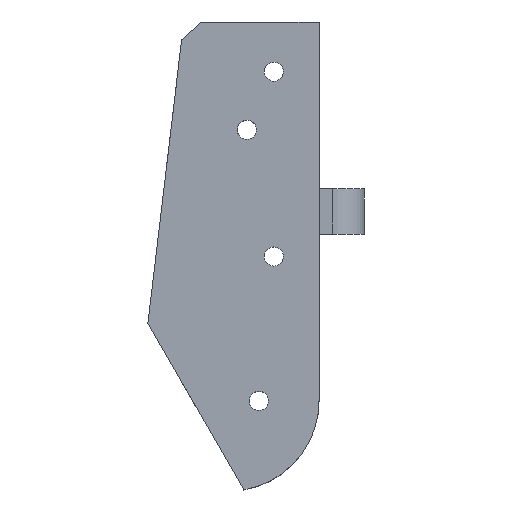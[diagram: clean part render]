
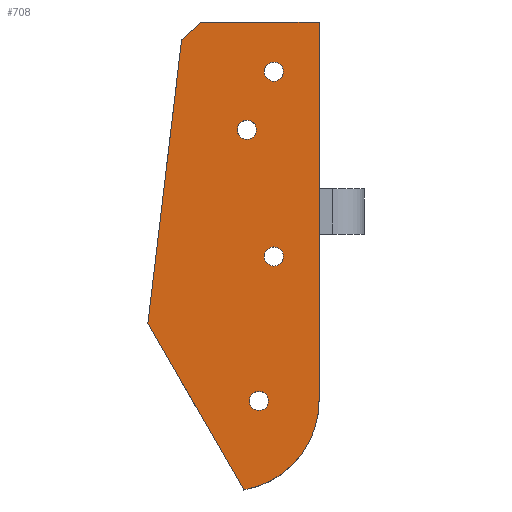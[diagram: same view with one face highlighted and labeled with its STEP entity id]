
A CAD part, top view. The second image highlights one B-rep face of the part: STEP entity #708.
In plain terms, the highlighted planar face has unit normal (0, 0, 1).
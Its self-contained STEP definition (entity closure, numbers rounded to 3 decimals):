
#22=FACE_BOUND('',#108,.T.);
#23=FACE_BOUND('',#109,.T.);
#24=FACE_BOUND('',#110,.T.);
#25=FACE_BOUND('',#111,.T.);
#43=PLANE('',#775);
#70=FACE_OUTER_BOUND('',#107,.T.);
#107=EDGE_LOOP('',(#548,#549,#550,#551,#552,#553));
#108=EDGE_LOOP('',(#554));
#109=EDGE_LOOP('',(#555));
#110=EDGE_LOOP('',(#556));
#111=EDGE_LOOP('',(#557));
#168=LINE('',#1097,#242);
#170=LINE('',#1103,#244);
#171=LINE('',#1105,#245);
#172=LINE('',#1107,#246);
#173=LINE('',#1108,#247);
#242=VECTOR('',#891,10.);
#244=VECTOR('',#897,10.);
#245=VECTOR('',#898,10.);
#246=VECTOR('',#899,10.);
#247=VECTOR('',#900,10.);
#293=CIRCLE('',#776,10.);
#294=CIRCLE('',#777,1.063);
#295=CIRCLE('',#778,1.063);
#296=CIRCLE('',#779,1.063);
#297=CIRCLE('',#780,1.063);
#339=VERTEX_POINT('',#1094);
#340=VERTEX_POINT('',#1096);
#341=VERTEX_POINT('',#1100);
#342=VERTEX_POINT('',#1102);
#343=VERTEX_POINT('',#1104);
#344=VERTEX_POINT('',#1106);
#345=VERTEX_POINT('',#1109);
#346=VERTEX_POINT('',#1111);
#347=VERTEX_POINT('',#1113);
#348=VERTEX_POINT('',#1115);
#418=EDGE_CURVE('',#340,#339,#168,.T.);
#420=EDGE_CURVE('',#341,#339,#293,.T.);
#421=EDGE_CURVE('',#342,#341,#170,.T.);
#422=EDGE_CURVE('',#343,#342,#171,.T.);
#423=EDGE_CURVE('',#344,#343,#172,.T.);
#424=EDGE_CURVE('',#340,#344,#173,.T.);
#425=EDGE_CURVE('',#345,#345,#294,.T.);
#426=EDGE_CURVE('',#346,#346,#295,.T.);
#427=EDGE_CURVE('',#347,#347,#296,.T.);
#428=EDGE_CURVE('',#348,#348,#297,.T.);
#548=ORIENTED_EDGE('',*,*,#418,.T.);
#549=ORIENTED_EDGE('',*,*,#420,.F.);
#550=ORIENTED_EDGE('',*,*,#421,.F.);
#551=ORIENTED_EDGE('',*,*,#422,.F.);
#552=ORIENTED_EDGE('',*,*,#423,.F.);
#553=ORIENTED_EDGE('',*,*,#424,.F.);
#554=ORIENTED_EDGE('',*,*,#425,.F.);
#555=ORIENTED_EDGE('',*,*,#426,.F.);
#556=ORIENTED_EDGE('',*,*,#427,.F.);
#557=ORIENTED_EDGE('',*,*,#428,.F.);
#708=ADVANCED_FACE('',(#70,#22,#23,#24,#25),#43,.T.);
#775=AXIS2_PLACEMENT_3D('',#1099,#893,#894);
#776=AXIS2_PLACEMENT_3D('',#1101,#895,#896);
#777=AXIS2_PLACEMENT_3D('',#1110,#901,#902);
#778=AXIS2_PLACEMENT_3D('',#1112,#903,#904);
#779=AXIS2_PLACEMENT_3D('',#1114,#905,#906);
#780=AXIS2_PLACEMENT_3D('',#1116,#907,#908);
#891=DIRECTION('',(0.5,-0.866,0.));
#893=DIRECTION('center_axis',(0.,0.,1.));
#894=DIRECTION('ref_axis',(1.,0.,0.));
#895=DIRECTION('center_axis',(0.,0.,-1.));
#896=DIRECTION('ref_axis',(-1.,0.,0.));
#897=DIRECTION('',(0.,-1.,0.));
#898=DIRECTION('',(1.,0.,0.));
#899=DIRECTION('',(0.748,0.664,0.));
#900=DIRECTION('',(0.118,0.993,0.));
#901=DIRECTION('center_axis',(0.,0.,1.));
#902=DIRECTION('ref_axis',(1.,0.,0.));
#903=DIRECTION('center_axis',(0.,0.,1.));
#904=DIRECTION('ref_axis',(1.,0.,0.));
#905=DIRECTION('center_axis',(0.,0.,1.));
#906=DIRECTION('ref_axis',(1.,0.,0.));
#907=DIRECTION('center_axis',(0.,0.,1.));
#908=DIRECTION('ref_axis',(1.,0.,0.));
#1094=CARTESIAN_POINT('',(1.667,-30.86,13.25));
#1096=CARTESIAN_POINT('',(-8.979,-12.422,13.25));
#1097=CARTESIAN_POINT('',(-9.463,-11.583,13.25));
#1099=CARTESIAN_POINT('Origin',(0.,-5.,13.25));
#1100=CARTESIAN_POINT('',(10.,-21.,13.25));
#1101=CARTESIAN_POINT('Origin',(0.,-21.,13.25));
#1102=CARTESIAN_POINT('',(10.,21.,13.25));
#1103=CARTESIAN_POINT('',(10.,-13.,13.25));
#1104=CARTESIAN_POINT('',(-3.,21.,13.25));
#1105=CARTESIAN_POINT('',(5.,21.,13.25));
#1106=CARTESIAN_POINT('',(-5.236,19.014,13.25));
#1107=CARTESIAN_POINT('',(-9.175,15.517,13.25));
#1108=CARTESIAN_POINT('',(-6.491,8.475,13.25));
#1109=CARTESIAN_POINT('',(0.937,9.056,13.25));
#1110=CARTESIAN_POINT('Origin',(2.,9.056,13.25));
#1111=CARTESIAN_POINT('',(3.938,-5.,13.25));
#1112=CARTESIAN_POINT('Origin',(5.,-5.,13.25));
#1113=CARTESIAN_POINT('',(3.937,15.5,13.25));
#1114=CARTESIAN_POINT('Origin',(5.,15.5,13.25));
#1115=CARTESIAN_POINT('',(2.271,-21.,13.25));
#1116=CARTESIAN_POINT('Origin',(3.333,-21.,13.25));
